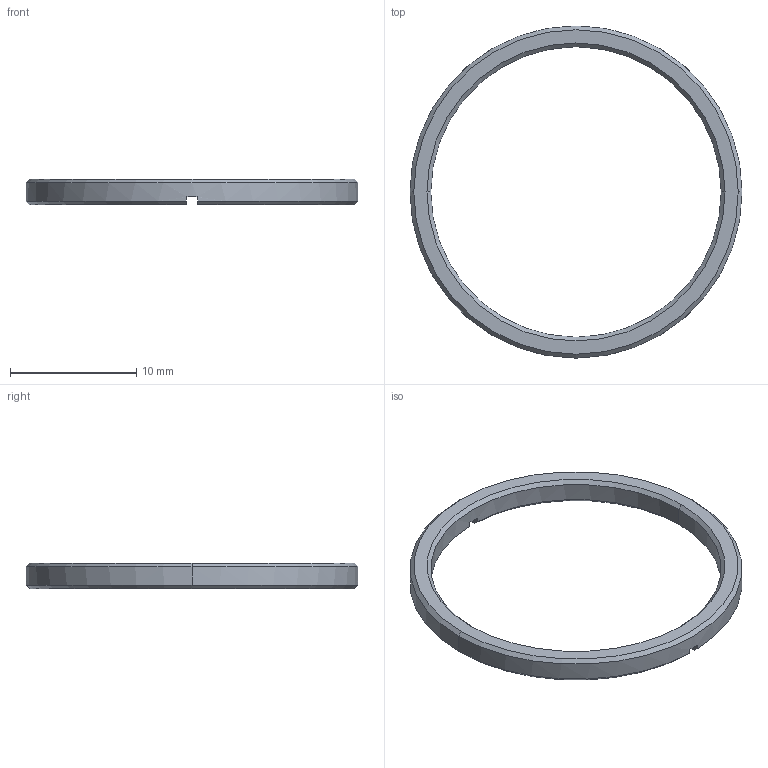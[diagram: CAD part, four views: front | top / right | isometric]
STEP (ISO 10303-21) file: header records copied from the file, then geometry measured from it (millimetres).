
FILE_DESCRIPTION (( 'STEP AP203' ), '1' );
FILE_NAME ('R-SM1.STEP', '2025-09-03T08:02:04', ( '' ), ( '' ), 'SwSTEP 2.0', 'SolidWorks 2020', '' );
FILE_SCHEMA (( 'CONFIG_CONTROL_DESIGN' ));
Length unit declared in the file: millimetre
Products named in the file (1): R-SM1
Bounding box: 26.29 x 26.29 x 2.05 mm (x, y, z)
Volume: 245.4 mm3; surface area: 519.8 mm2
Topology: 1 solids, 1 shells, 27 faces, 72 edges, 46 vertices
Faces by surface type: cone 10, plane 9, cylinder 8
Entity records: 1037 total; most frequent: CARTESIAN_POINT 290, ORIENTED_EDGE 144, DIRECTION 138, EDGE_CURVE 72, AXIS2_PLACEMENT_3D 54, VERTEX_POINT 46, LINE 30, VECTOR 30
